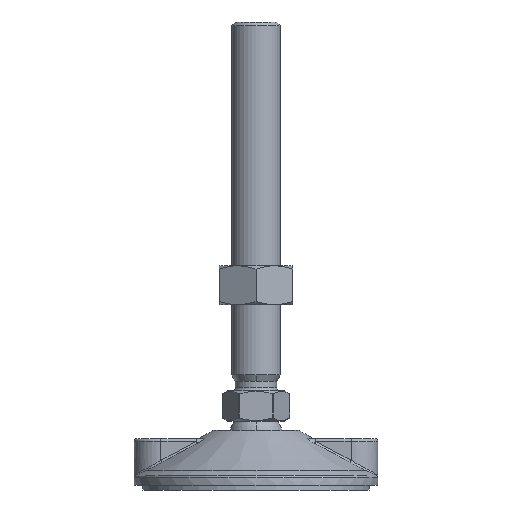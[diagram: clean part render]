
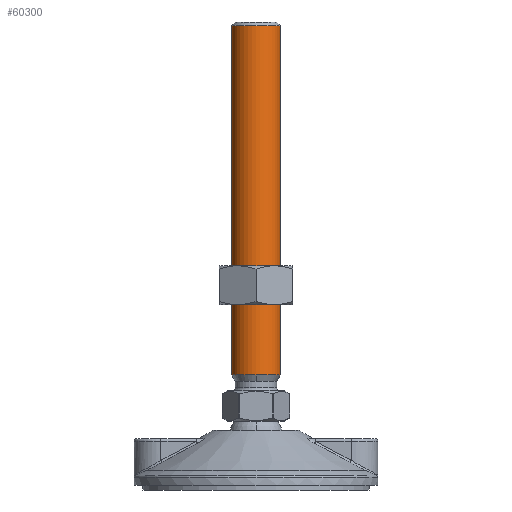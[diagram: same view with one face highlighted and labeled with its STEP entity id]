
A CAD part, front view. The second image highlights one B-rep face of the part: STEP entity #60300.
In plain terms, the highlighted cylindrical face has radius 10 mm (diameter 20 mm), a partial arc.
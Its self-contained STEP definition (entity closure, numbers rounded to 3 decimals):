
#880=CARTESIAN_POINT('',(0.,0.,
-34.794));
#890=DIRECTION('',(0.,0.,1.));
#900=DIRECTION('',(0.,1.,0.));
#910=AXIS2_PLACEMENT_3D('',#880,#890,#900);
#920=CIRCLE('',#910,10.);
#930=CARTESIAN_POINT('',(-10.,0.,-34.794));
#940=VERTEX_POINT('',#930);
#950=CARTESIAN_POINT('',(0.,-10.,-34.794));
#960=VERTEX_POINT('',#950);
#970=EDGE_CURVE('',#940,#960,#920,.T.);
#6660=CARTESIAN_POINT('',(10.,0.,108.467));
#6670=VERTEX_POINT('',#6660);
#6700=CARTESIAN_POINT('',(0.,0.,
108.467));
#6710=DIRECTION('',(0.,0.,1.));
#6720=DIRECTION('',(1.,0.,0.));
#6730=AXIS2_PLACEMENT_3D('',#6700,#6710,#6720);
#6740=CIRCLE('',#6730,10.);
#6750=CARTESIAN_POINT('',(-10.,0.,108.467));
#6760=VERTEX_POINT('',#6750);
#6770=EDGE_CURVE('',#6760,#6670,#6740,.T.);
#7820=CARTESIAN_POINT('',(-10.,0.,-36.226))
;
#7830=DIRECTION('',(0.,0.,1.));
#7840=VECTOR('',#7830,1.);
#7850=LINE('',#7820,#7840);
#7860=EDGE_CURVE('',#940,#6760,#7850,.T.);
#7890=CARTESIAN_POINT('',(10.,0.,-34.794));
#7900=VERTEX_POINT('',#7890);
#7930=CARTESIAN_POINT('',(10.,0.,-36.226));
#7940=DIRECTION('',(0.,0.,1.));
#7950=VECTOR('',#7940,1.);
#7960=LINE('',#7930,#7950);
#7970=EDGE_CURVE('',#7900,#6670,#7960,.T.);
#60080=EDGE_CURVE('',#960,#7900,#920,.T.);
#60180=CARTESIAN_POINT('',(0.,0.,
-36.226));
#60190=DIRECTION('',(0.,0.,1.));
#60200=DIRECTION('',(1.,0.,0.));
#60210=AXIS2_PLACEMENT_3D('',#60180,#60190,#60200);
#60220=CYLINDRICAL_SURFACE('',#60210,10.);
#60230=ORIENTED_EDGE('',*,*,#60080,.T.);
#60240=ORIENTED_EDGE('',*,*,#970,.T.);
#60250=ORIENTED_EDGE('',*,*,#7860,.F.);
#60260=ORIENTED_EDGE('',*,*,#6770,.F.);
#60270=ORIENTED_EDGE('',*,*,#7970,.T.);
#60280=EDGE_LOOP('',(#60270,#60260,#60250,#60240,#60230));
#60290=FACE_OUTER_BOUND('',#60280,.T.);
#60300=ADVANCED_FACE('',(#60290),#60220,.T.);
